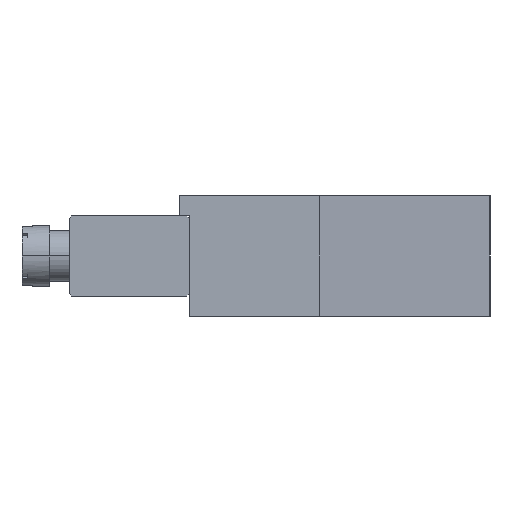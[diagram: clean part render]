
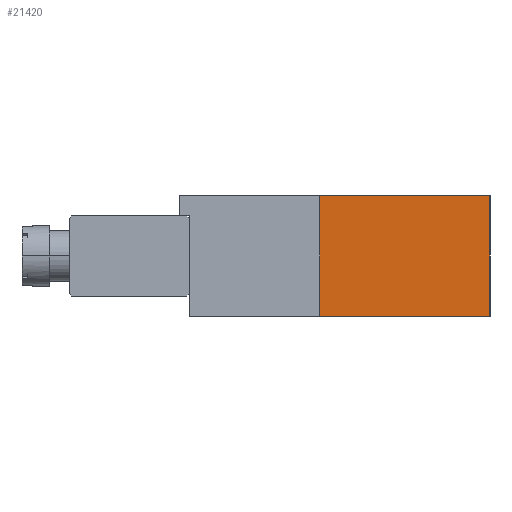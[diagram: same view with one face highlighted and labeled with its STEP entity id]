
A CAD part, left-side view. The second image highlights one B-rep face of the part: STEP entity #21420.
In plain terms, the highlighted planar face has unit normal (-0.62, -0.784, 0).
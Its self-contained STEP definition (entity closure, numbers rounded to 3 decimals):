
#339 = CARTESIAN_POINT ( 'NONE',  ( -21.5, -30., -12. ) ) ;
#459 = VERTEX_POINT ( 'NONE', #13253 ) ;
#978 = CARTESIAN_POINT ( 'NONE',  ( -21.5, -30., -12. ) ) ;
#1043 = EDGE_CURVE ( 'NONE', #21948, #4066, #1094, .T. ) ;
#1094 = LINE ( 'NONE', #18223, #23087 ) ;
#2140 = ORIENTED_EDGE ( 'NONE', *, *, #5186, .T. ) ;
#2525 = DIRECTION ( 'NONE',  ( 0., 0., 1. ) ) ;
#4066 = VERTEX_POINT ( 'NONE', #25579 ) ;
#5186 = EDGE_CURVE ( 'NONE', #24714, #459, #6966, .T. ) ;
#6003 = CARTESIAN_POINT ( 'NONE',  ( -21.5, -30., -12. ) ) ;
#6632 = EDGE_CURVE ( 'NONE', #4066, #459, #26303, .T. ) ;
#6661 = CARTESIAN_POINT ( 'NONE',  ( -21.5, -30., -12. ) ) ;
#6966 = LINE ( 'NONE', #339, #17822 ) ;
#7870 = EDGE_CURVE ( 'NONE', #21948, #24714, #26271, .T. ) ;
#8161 = DIRECTION ( 'NONE',  ( 0.784, -0.62, 0. ) ) ;
#8818 = DIRECTION ( 'NONE',  ( 0.784, -0.62, 0. ) ) ;
#9436 = AXIS2_PLACEMENT_3D ( 'NONE', #6661, #22027, #8818 ) ;
#11727 = ORIENTED_EDGE ( 'NONE', *, *, #6632, .F. ) ;
#13253 = CARTESIAN_POINT ( 'NONE',  ( -21.5, -30., 0. ) ) ;
#13686 = VECTOR ( 'NONE', #8161, 1000. ) ;
#17442 = ORIENTED_EDGE ( 'NONE', *, *, #1043, .F. ) ;
#17822 = VECTOR ( 'NONE', #2525, 1000. ) ;
#18223 = CARTESIAN_POINT ( 'NONE',  ( -43., -13., -12. ) ) ;
#19560 = VECTOR ( 'NONE', #25047, 1000. ) ;
#20502 = DIRECTION ( 'NONE',  ( 0., 0., 1. ) ) ;
#21108 = CARTESIAN_POINT ( 'NONE',  ( -43., -13., -12. ) ) ;
#21420 = ADVANCED_FACE ( 'NONE', ( #22752 ), #24204, .T. ) ;
#21948 = VERTEX_POINT ( 'NONE', #21108 ) ;
#22027 = DIRECTION ( 'NONE',  ( -0.62, -0.784, 0. ) ) ;
#22752 = FACE_OUTER_BOUND ( 'NONE', #25872, .T. ) ;
#22780 = CARTESIAN_POINT ( 'NONE',  ( -21.5, -30., 0. ) ) ;
#23087 = VECTOR ( 'NONE', #20502, 1000. ) ;
#24176 = ORIENTED_EDGE ( 'NONE', *, *, #7870, .T. ) ;
#24204 = PLANE ( 'NONE',  #9436 ) ;
#24714 = VERTEX_POINT ( 'NONE', #978 ) ;
#25047 = DIRECTION ( 'NONE',  ( 0.784, -0.62, 0. ) ) ;
#25579 = CARTESIAN_POINT ( 'NONE',  ( -43., -13., 0. ) ) ;
#25872 = EDGE_LOOP ( 'NONE', ( #11727, #17442, #24176, #2140 ) ) ;
#26271 = LINE ( 'NONE', #6003, #13686 ) ;
#26303 = LINE ( 'NONE', #22780, #19560 ) ;
